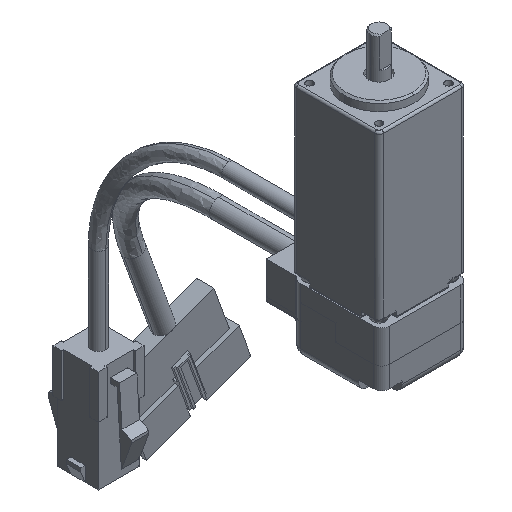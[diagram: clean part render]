
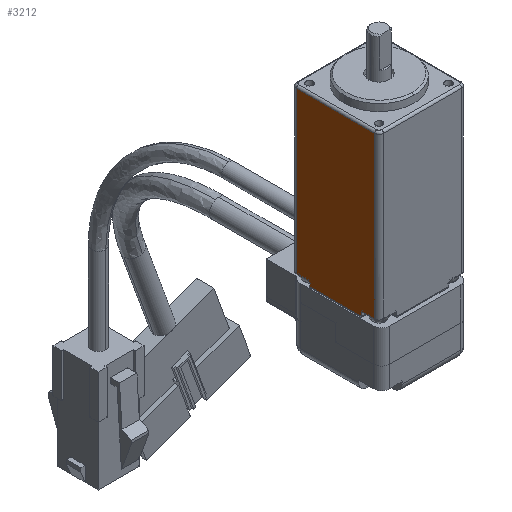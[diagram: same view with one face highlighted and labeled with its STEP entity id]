
A CAD part, isometric view. The second image highlights one B-rep face of the part: STEP entity #3212.
In plain terms, the highlighted face is planar.
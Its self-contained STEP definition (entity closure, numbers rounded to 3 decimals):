
#487 = EDGE_LOOP ( 'NONE', ( #5034, #5035, #5036, #5037, #5038, #5039, #5040, #5041, #5042 ) ) ;
#3212 = ADVANCED_FACE ( 'NONE', ( #11735 ), #11392, .T. ) ;
#5034 = ORIENTED_EDGE ( 'NONE', *, *, #5183, .T. ) ;
#5035 = ORIENTED_EDGE ( 'NONE', *, *, #5242, .F. ) ;
#5036 = ORIENTED_EDGE ( 'NONE', *, *, #5243, .F. ) ;
#5037 = ORIENTED_EDGE ( 'NONE', *, *, #5244, .F. ) ;
#5038 = ORIENTED_EDGE ( 'NONE', *, *, #5245, .F. ) ;
#5039 = ORIENTED_EDGE ( 'NONE', *, *, #5246, .F. ) ;
#5040 = ORIENTED_EDGE ( 'NONE', *, *, #5188, .T. ) ;
#5041 = ORIENTED_EDGE ( 'NONE', *, *, #5247, .F. ) ;
#5042 = ORIENTED_EDGE ( 'NONE', *, *, #5248, .F. ) ;
#5183 = EDGE_CURVE ( 'NONE', #16844, #16862, #12855, .T. ) ;
#5188 = EDGE_CURVE ( 'NONE', #16962, #16857, #12859, .T. ) ;
#5242 = EDGE_CURVE ( 'NONE', #18932, #16862, #17036, .T. ) ;
#5243 = EDGE_CURVE ( 'NONE', #18956, #18932, #17039, .T. ) ;
#5244 = EDGE_CURVE ( 'NONE', #19015, #18956, #17037, .T. ) ;
#5245 = EDGE_CURVE ( 'NONE', #18934, #19015, #17043, .T. ) ;
#5246 = EDGE_CURVE ( 'NONE', #16962, #18934, #17045, .T. ) ;
#5247 = EDGE_CURVE ( 'NONE', #18960, #16857, #17047, .T. ) ;
#5248 = EDGE_CURVE ( 'NONE', #16844, #18960, #17049, .T. ) ;
#10433 = AXIS2_PLACEMENT_3D ( 'NONE', #11391, #11409, #11410 ) ;
#11391 = CARTESIAN_POINT ( 'NONE',  ( 0., 1., 20. ) ) ;
#11392 = PLANE ( 'NONE',  #10433 ) ;
#11409 = DIRECTION ( 'NONE',  ( 0., 0., 1. ) ) ;
#11410 = DIRECTION ( 'NONE',  ( 1., 0., 0. ) ) ;
#11735 = FACE_OUTER_BOUND ( 'NONE', #487, .T. ) ;
#12855 = LINE ( 'NONE', #15936, #12858 ) ;
#12858 = VECTOR ( 'NONE', #15938, 1000. ) ;
#12859 = CIRCLE ( 'NONE', #13666, 0.5 ) ;
#13666 = AXIS2_PLACEMENT_3D ( 'NONE', #15953, #15954, #15955 ) ;
#15936 = CARTESIAN_POINT ( 'NONE',  ( 0., 16., 20. ) ) ;
#15938 = DIRECTION ( 'NONE',  ( -1., 0., 0. ) ) ;
#15953 = CARTESIAN_POINT ( 'NONE',  ( 38., 3.5, 20. ) ) ;
#15954 = DIRECTION ( 'NONE',  ( 0., 0., -1. ) ) ;
#15955 = DIRECTION ( 'NONE',  ( -1., 0., 0. ) ) ;
#16109 = CARTESIAN_POINT ( 'NONE',  ( 37.5, 16., 20. ) ) ;
#16110 = DIRECTION ( 'NONE',  ( 0., -1., 0. ) ) ;
#16114 = CARTESIAN_POINT ( 'NONE',  ( 0.5, 1., 20. ) ) ;
#16118 = CARTESIAN_POINT ( 'NONE',  ( 0., 19., 20. ) ) ;
#16119 = DIRECTION ( 'NONE',  ( 1., 0., 0. ) ) ;
#16120 = DIRECTION ( 'NONE',  ( 0., 1., 0. ) ) ;
#16121 = CARTESIAN_POINT ( 'NONE',  ( 37.5, 1., 20. ) ) ;
#16122 = DIRECTION ( 'NONE',  ( -1., 0., 0. ) ) ;
#16123 = CARTESIAN_POINT ( 'NONE',  ( 37.5, 0., 20. ) ) ;
#16124 = DIRECTION ( 'NONE',  ( 0., -1., 0. ) ) ;
#16125 = CARTESIAN_POINT ( 'NONE',  ( 37.5, 4., 20. ) ) ;
#16126 = DIRECTION ( 'NONE',  ( -1., 0., 0. ) ) ;
#16127 = CARTESIAN_POINT ( 'NONE',  ( 38.5, 16., 20. ) ) ;
#16128 = DIRECTION ( 'NONE',  ( 0., -1., 0. ) ) ;
#16844 = VERTEX_POINT ( 'NONE', #18502 ) ;
#16857 = VERTEX_POINT ( 'NONE', #18515 ) ;
#16862 = VERTEX_POINT ( 'NONE', #18520 ) ;
#16962 = VERTEX_POINT ( 'NONE', #18620 ) ;
#17036 = LINE ( 'NONE', #16109, #17040 ) ;
#17037 = LINE ( 'NONE', #16114, #17044 ) ;
#17039 = LINE ( 'NONE', #16118, #17042 ) ;
#17040 = VECTOR ( 'NONE', #16110, 1000. ) ;
#17042 = VECTOR ( 'NONE', #16119, 1000. ) ;
#17043 = LINE ( 'NONE', #16121, #17046 ) ;
#17044 = VECTOR ( 'NONE', #16120, 1000. ) ;
#17045 = LINE ( 'NONE', #16123, #17048 ) ;
#17046 = VECTOR ( 'NONE', #16122, 1000. ) ;
#17047 = LINE ( 'NONE', #16125, #17050 ) ;
#17048 = VECTOR ( 'NONE', #16124, 1000. ) ;
#17049 = LINE ( 'NONE', #16127, #17052 ) ;
#17050 = VECTOR ( 'NONE', #16126, 1000. ) ;
#17052 = VECTOR ( 'NONE', #16128, 1000. ) ;
#18502 = CARTESIAN_POINT ( 'NONE',  ( 38.5, 16., 20. ) ) ;
#18515 = CARTESIAN_POINT ( 'NONE',  ( 38., 4., 20. ) ) ;
#18520 = CARTESIAN_POINT ( 'NONE',  ( 37.5, 16., 20. ) ) ;
#18620 = CARTESIAN_POINT ( 'NONE',  ( 37.5, 3.5, 20. ) ) ;
#18628 = CARTESIAN_POINT ( 'NONE',  ( 37.5, 19., 20. ) ) ;
#18629 = CARTESIAN_POINT ( 'NONE',  ( 37.5, 1., 20. ) ) ;
#18652 = CARTESIAN_POINT ( 'NONE',  ( 0.5, 19., 20. ) ) ;
#18656 = CARTESIAN_POINT ( 'NONE',  ( 38.5, 4., 20. ) ) ;
#18711 = CARTESIAN_POINT ( 'NONE',  ( 0.5, 1., 20. ) ) ;
#18932 = VERTEX_POINT ( 'NONE', #18628 ) ;
#18934 = VERTEX_POINT ( 'NONE', #18629 ) ;
#18956 = VERTEX_POINT ( 'NONE', #18652 ) ;
#18960 = VERTEX_POINT ( 'NONE', #18656 ) ;
#19015 = VERTEX_POINT ( 'NONE', #18711 ) ;
